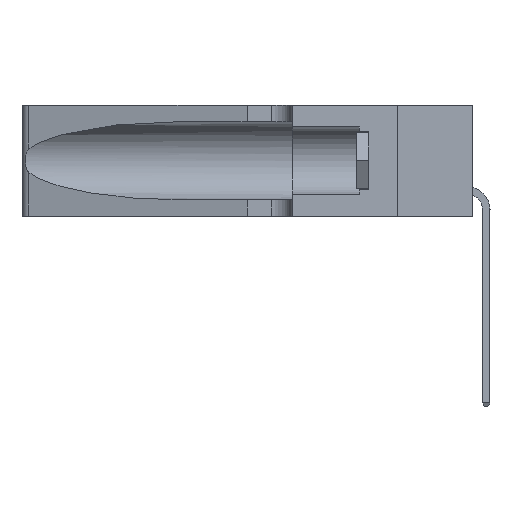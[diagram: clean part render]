
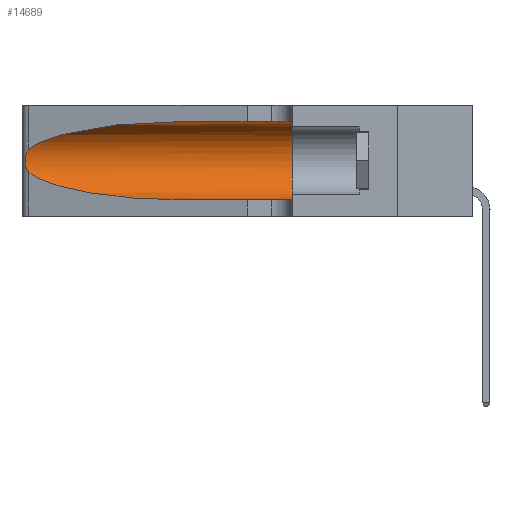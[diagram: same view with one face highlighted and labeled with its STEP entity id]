
A CAD part, left-side view. The second image highlights one B-rep face of the part: STEP entity #14689.
In plain terms, the highlighted cylindrical face has radius 3.308 mm (diameter 6.617 mm), a partial arc.
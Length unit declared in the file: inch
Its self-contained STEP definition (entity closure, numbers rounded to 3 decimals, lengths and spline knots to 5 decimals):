
#192 = CARTESIAN_POINT ( 'NONE',  ( 0.25787, 1.23484, 0.2124 ) ) ;
#258 = DIRECTION ( 'NONE',  ( 0., 0., 1. ) ) ;
#599 = EDGE_CURVE ( 'NONE', #22194, #3077, #12792, .T. ) ;
#1454 = CARTESIAN_POINT ( 'NONE',  ( 0.1305, 1.61858, 0.05475 ) ) ;
#2311 = EDGE_LOOP ( 'NONE', ( #25608, #12337, #23001, #19575, #18612, #26299 ) ) ;
#2518 = CARTESIAN_POINT ( 'NONE',  ( 0.26018, 1.23835, 0.19895 ) ) ;
#2625 = CARTESIAN_POINT ( 'NONE',  ( 0.25639, 1.23184, 0.21858 ) ) ;
#3077 = VERTEX_POINT ( 'NONE', #22777 ) ;
#5331 = CARTESIAN_POINT ( 'NONE',  ( 0.25487, 1.22718, 0.22369 ) ) ;
#5593 = CARTESIAN_POINT ( 'NONE',  ( 0.2373, 1.15595, 0.28018 ) ) ;
#5638 = VERTEX_POINT ( 'NONE', #23388 ) ;
#5880 = CARTESIAN_POINT ( 'NONE',  ( 0.1305, 1.61858, 0.31525 ) ) ;
#6026 = CARTESIAN_POINT ( 'NONE',  ( 0.1305, 0.72297, 0.05475 ) ) ;
#6743 = B_SPLINE_CURVE_WITH_KNOTS ( 'NONE', 3,
 ( #5331, #10376, #2625, #192, #31031, #2518, #18119, #20484, #12857, #20712, #7680, #33041, #30797, #20377 ),
 .UNSPECIFIED., .F., .F.,
 ( 4, 2, 2, 2, 2, 2, 4 ),
 ( 0., 0.00027, 0.00053, 0.00107, 0.0016, 0.00187, 0.00214 ),
 .UNSPECIFIED. ) ;
#6822 = AXIS2_PLACEMENT_3D ( 'NONE', #13045, #30980, #258 ) ;
#7680 = CARTESIAN_POINT ( 'NONE',  ( 0.25789, 1.23486, 0.15765 ) ) ;
#10053 = VECTOR ( 'NONE', #23952, 39.37008 ) ;
#10376 = CARTESIAN_POINT ( 'NONE',  ( 0.25555, 1.22994, 0.2215 ) ) ;
#11088 = CARTESIAN_POINT ( 'NONE',  ( 0.25487, 1.22718, 0.14631 ) ) ;
#11542 = EDGE_CURVE ( 'NONE', #23120, #22194, #29173, .T. ) ;
#11941 = EDGE_CURVE ( 'NONE', #32439, #23120, #6743, .T. ) ;
#11990 = VECTOR ( 'NONE', #21773, 39.37008 ) ;
#12337 = ORIENTED_EDGE ( 'NONE', *, *, #11941, .T. ) ;
#12683 = EDGE_CURVE ( 'NONE', #27365, #3077, #19096, .T. ) ;
#12792 = LINE ( 'NONE', #1454, #11990 ) ;
#12857 = CARTESIAN_POINT ( 'NONE',  ( 0.26017, 1.23833, 0.17102 ) ) ;
#13045 = CARTESIAN_POINT ( 'NONE',  ( 0.1305, 0.35, 0.185 ) ) ;
#13245 = CARTESIAN_POINT ( 'NONE',  ( 0.1305, 0.72297, 0.31525 ) ) ;
#14689 = ADVANCED_FACE ( 'NONE', ( #31876 ), #19829, .F. ) ;
#16764 = DIRECTION ( 'NONE',  ( 0., 0., -1. ) ) ;
#16883 = LINE ( 'NONE', #5880, #10053 ) ;
#18119 = CARTESIAN_POINT ( 'NONE',  ( 0.26075, 1.23896, 0.19203 ) ) ;
#18508 = CARTESIAN_POINT ( 'NONE',  ( 0.18966, 0.96281, 0.31525 ) ) ;
#18612 = ORIENTED_EDGE ( 'NONE', *, *, #12683, .F. ) ;
#19096 = CIRCLE ( 'NONE', #6822, 0.13025 ) ;
#19575 = ORIENTED_EDGE ( 'NONE', *, *, #599, .T. ) ;
#19829 = CYLINDRICAL_SURFACE ( 'NONE', #27716, 0.13025 ) ;
#20272 = CARTESIAN_POINT ( 'NONE',  ( 0.25487, 1.22718, 0.14631 ) ) ;
#20377 = CARTESIAN_POINT ( 'NONE',  ( 0.25487, 1.22718, 0.14631 ) ) ;
#20484 = CARTESIAN_POINT ( 'NONE',  ( 0.26075, 1.23896, 0.178 ) ) ;
#20712 = CARTESIAN_POINT ( 'NONE',  ( 0.25856, 1.23593, 0.16098 ) ) ;
#21421 = CARTESIAN_POINT ( 'NONE',  ( 0.18966, 0.96281, 0.05475 ) ) ;
#21583 = CARTESIAN_POINT ( 'NONE',  ( 0.1305, 0.35, 0.31525 ) ) ;
#21773 = DIRECTION ( 'NONE',  ( 0., -1., 0. ) ) ;
#22194 = VERTEX_POINT ( 'NONE', #24368 ) ;
#22777 = CARTESIAN_POINT ( 'NONE',  ( 0.1305, 0.35, 0.05475 ) ) ;
#23001 = ORIENTED_EDGE ( 'NONE', *, *, #11542, .T. ) ;
#23120 = VERTEX_POINT ( 'NONE', #20272 ) ;
#23388 = CARTESIAN_POINT ( 'NONE',  ( 0.1305, 0.72297, 0.31525 ) ) ;
#23952 = DIRECTION ( 'NONE',  ( 0., -1., 0. ) ) ;
#24368 = CARTESIAN_POINT ( 'NONE',  ( 0.1305, 0.72297, 0.05475 ) ) ;
#24614 = DIRECTION ( 'NONE',  ( 0., -1., 0. ) ) ;
#25608 = ORIENTED_EDGE ( 'NONE', *, *, #30268, .T. ) ;
#26299 = ORIENTED_EDGE ( 'NONE', *, *, #32145, .F. ) ;
#27289 = CARTESIAN_POINT ( 'NONE',  ( 0.25487, 1.22718, 0.22369 ) ) ;
#27365 = VERTEX_POINT ( 'NONE', #21583 ) ;
#27716 = AXIS2_PLACEMENT_3D ( 'NONE', #32475, #24614, #16764 ) ;
#29173 =( BOUNDED_CURVE ( )  B_SPLINE_CURVE ( 3, ( #11088, #31726, #21421, #6026 ),
 .UNSPECIFIED., .F., .F. ) 
 B_SPLINE_CURVE_WITH_KNOTS ( ( 4, 4 ),
 ( 3.44316, 4.71239 ),
 .UNSPECIFIED. ) 
 CURVE ( )  GEOMETRIC_REPRESENTATION_ITEM ( )  RATIONAL_B_SPLINE_CURVE ( ( 1., 0.87, 0.87, 1. ) ) 
 REPRESENTATION_ITEM ( '' )  );
#30268 = EDGE_CURVE ( 'NONE', #5638, #32439, #32060, .T. ) ;
#30797 = CARTESIAN_POINT ( 'NONE',  ( 0.25555, 1.22993, 0.14849 ) ) ;
#30980 = DIRECTION ( 'NONE',  ( 0., 1., 0. ) ) ;
#31031 = CARTESIAN_POINT ( 'NONE',  ( 0.25854, 1.2359, 0.20912 ) ) ;
#31079 = CARTESIAN_POINT ( 'NONE',  ( 0.25487, 1.22718, 0.22369 ) ) ;
#31726 = CARTESIAN_POINT ( 'NONE',  ( 0.2373, 1.15595, 0.08982 ) ) ;
#31876 = FACE_OUTER_BOUND ( 'NONE', #2311, .T. ) ;
#32060 =( BOUNDED_CURVE ( )  B_SPLINE_CURVE ( 3, ( #13245, #18508, #5593, #31079 ),
 .UNSPECIFIED., .F., .T. ) 
 B_SPLINE_CURVE_WITH_KNOTS ( ( 4, 4 ),
 ( 1.5708, 2.84003 ),
 .UNSPECIFIED. ) 
 CURVE ( )  GEOMETRIC_REPRESENTATION_ITEM ( )  RATIONAL_B_SPLINE_CURVE ( ( 1., 0.87, 0.87, 1. ) ) 
 REPRESENTATION_ITEM ( '' )  );
#32145 = EDGE_CURVE ( 'NONE', #5638, #27365, #16883, .T. ) ;
#32439 = VERTEX_POINT ( 'NONE', #27289 ) ;
#32475 = CARTESIAN_POINT ( 'NONE',  ( 0.1305, 1.61858, 0.185 ) ) ;
#33041 = CARTESIAN_POINT ( 'NONE',  ( 0.25639, 1.23186, 0.15144 ) ) ;
